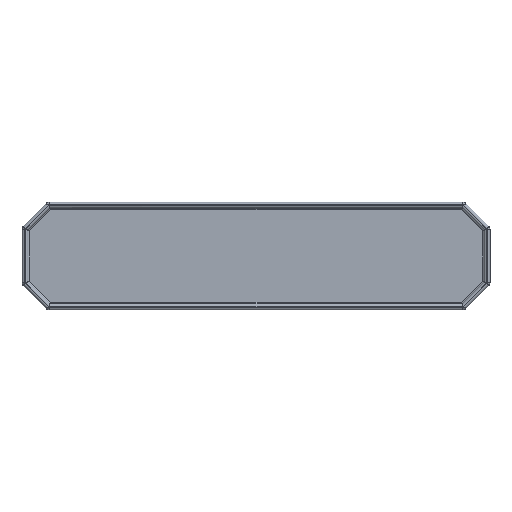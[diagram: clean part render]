
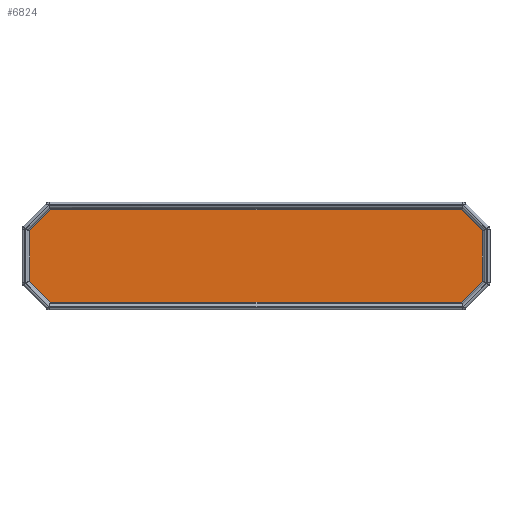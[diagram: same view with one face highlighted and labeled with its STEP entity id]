
A CAD part, top view. The second image highlights one B-rep face of the part: STEP entity #6824.
In plain terms, the highlighted planar face has unit normal (0, 0, 1).
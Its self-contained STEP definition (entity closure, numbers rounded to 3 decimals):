
#6465=CARTESIAN_POINT('',(575.99,-6.822,33.));
#6466=VERTEX_POINT('',#6465);
#6474=CARTESIAN_POINT('',(93.446,-6.822,33.));
#6475=VERTEX_POINT('',#6474);
#6476=CARTESIAN_POINT('',(575.99,-6.822,33.));
#6477=DIRECTION('',(-1.0,0.0,0.0));
#6478=VECTOR('',#6477,482.544);
#6479=LINE('',#6476,#6478);
#6480=EDGE_CURVE('',#6466,#6475,#6479,.T.);
#6506=CARTESIAN_POINT('',(68.718,17.906,33.));
#6507=VERTEX_POINT('',#6506);
#6508=CARTESIAN_POINT('',(93.446,-6.822,33.));
#6509=DIRECTION('',(-0.707,0.707,0.0));
#6510=VECTOR('',#6509,34.971);
#6511=LINE('',#6508,#6510);
#6512=EDGE_CURVE('',#6475,#6507,#6511,.T.);
#6538=CARTESIAN_POINT('',(68.718,76.941,33.));
#6539=VERTEX_POINT('',#6538);
#6540=CARTESIAN_POINT('',(68.718,17.906,33.));
#6541=DIRECTION('',(0.0,1.0,0.0));
#6542=VECTOR('',#6541,59.035);
#6543=LINE('',#6540,#6542);
#6544=EDGE_CURVE('',#6507,#6539,#6543,.T.);
#6570=CARTESIAN_POINT('',(93.446,101.669,33.));
#6571=VERTEX_POINT('',#6570);
#6572=CARTESIAN_POINT('',(68.718,76.941,33.));
#6573=DIRECTION('',(0.707,0.707,0.0));
#6574=VECTOR('',#6573,34.971);
#6575=LINE('',#6572,#6574);
#6576=EDGE_CURVE('',#6539,#6571,#6575,.T.);
#6602=CARTESIAN_POINT('',(575.99,101.669,33.));
#6603=VERTEX_POINT('',#6602);
#6604=CARTESIAN_POINT('',(93.446,101.669,33.));
#6605=DIRECTION('',(1.0,0.0,0.0));
#6606=VECTOR('',#6605,482.544);
#6607=LINE('',#6604,#6606);
#6608=EDGE_CURVE('',#6571,#6603,#6607,.T.);
#6634=CARTESIAN_POINT('',(600.718,76.941,33.));
#6635=VERTEX_POINT('',#6634);
#6636=CARTESIAN_POINT('',(575.99,101.669,33.));
#6637=DIRECTION('',(0.707,-0.707,0.0));
#6638=VECTOR('',#6637,34.971);
#6639=LINE('',#6636,#6638);
#6640=EDGE_CURVE('',#6603,#6635,#6639,.T.);
#6666=CARTESIAN_POINT('',(600.718,17.906,33.));
#6667=VERTEX_POINT('',#6666);
#6668=CARTESIAN_POINT('',(600.718,76.941,33.));
#6669=DIRECTION('',(0.0,-1.0,0.0));
#6670=VECTOR('',#6669,59.035);
#6671=LINE('',#6668,#6670);
#6672=EDGE_CURVE('',#6635,#6667,#6671,.T.);
#6696=CARTESIAN_POINT('',(600.718,17.906,33.));
#6697=DIRECTION('',(-0.707,-0.707,0.0));
#6698=VECTOR('',#6697,34.971);
#6699=LINE('',#6696,#6698);
#6700=EDGE_CURVE('',#6667,#6466,#6699,.T.);
#6809=CARTESIAN_POINT('',(334.718,47.423,33.));
#6810=DIRECTION('',(0.0,0.0,1.0));
#6811=DIRECTION('',(1.0,0.0,0.0));
#6812=AXIS2_PLACEMENT_3D('',#6809,#6810,#6811);
#6813=PLANE('',#6812);
#6814=ORIENTED_EDGE('',*,*,#6480,.F.);
#6815=ORIENTED_EDGE('',*,*,#6700,.F.);
#6816=ORIENTED_EDGE('',*,*,#6672,.F.);
#6817=ORIENTED_EDGE('',*,*,#6640,.F.);
#6818=ORIENTED_EDGE('',*,*,#6608,.F.);
#6819=ORIENTED_EDGE('',*,*,#6576,.F.);
#6820=ORIENTED_EDGE('',*,*,#6544,.F.);
#6821=ORIENTED_EDGE('',*,*,#6512,.F.);
#6822=EDGE_LOOP('',(#6814,#6815,#6816,#6817,#6818,#6819,#6820,#6821));
#6823=FACE_OUTER_BOUND('',#6822,.T.);
#6824=ADVANCED_FACE('',(#6823),#6813,.T.);
